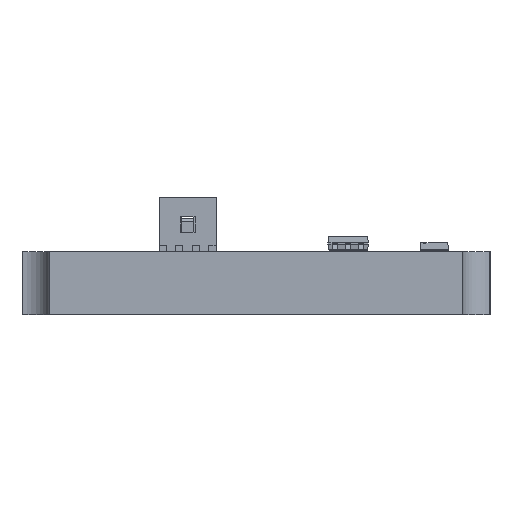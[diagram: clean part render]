
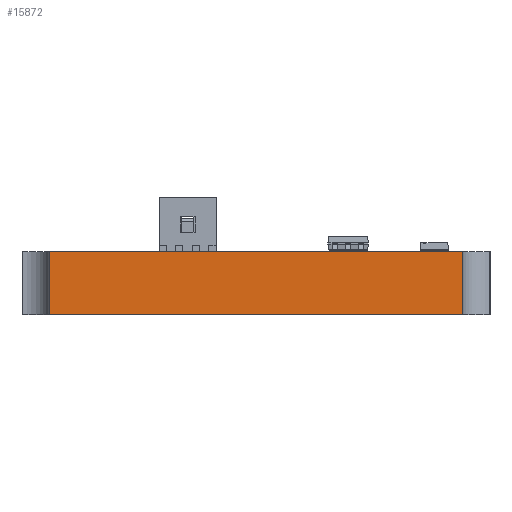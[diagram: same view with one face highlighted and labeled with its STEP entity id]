
A CAD part, left-side view. The second image highlights one B-rep face of the part: STEP entity #15872.
In plain terms, the highlighted planar face has unit normal (-1, 0, 0).
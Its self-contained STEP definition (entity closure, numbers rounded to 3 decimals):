
#15681 = CYLINDRICAL_SURFACE('',#15682,2.032);
#15682 = AXIS2_PLACEMENT_3D('',#15683,#15684,#15685);
#15683 = CARTESIAN_POINT('',(148.414,-85.257,0.));
#15684 = DIRECTION('',(-0.,-0.,-1.));
#15685 = DIRECTION('',(1.,0.,-0.));
#15706 = VERTEX_POINT('',#15707);
#15707 = CARTESIAN_POINT('',(148.414,-83.225,4.69));
#15722 = PLANE('',#15723);
#15723 = AXIS2_PLACEMENT_3D('',#15724,#15725,#15726);
#15724 = CARTESIAN_POINT('',(174.664,-67.907,4.69));
#15725 = DIRECTION('',(-0.,-0.,-1.));
#15726 = DIRECTION('',(-1.,0.,0.));
#15738 = EDGE_CURVE('',#15739,#15706,#15741,.T.);
#15739 = VERTEX_POINT('',#15740);
#15740 = CARTESIAN_POINT('',(148.414,-83.225,0.));
#15741 = SURFACE_CURVE('',#15742,(#15746,#15753),.PCURVE_S1.);
#15742 = LINE('',#15743,#15744);
#15743 = CARTESIAN_POINT('',(148.414,-83.225,0.));
#15744 = VECTOR('',#15745,1.);
#15745 = DIRECTION('',(0.,0.,1.));
#15746 = PCURVE('',#15681,#15747);
#15747 = DEFINITIONAL_REPRESENTATION('',(#15748),#15752);
#15748 = LINE('',#15749,#15750);
#15749 = CARTESIAN_POINT('',(-1.571,0.));
#15750 = VECTOR('',#15751,1.);
#15751 = DIRECTION('',(-0.,-1.));
#15752 = ( GEOMETRIC_REPRESENTATION_CONTEXT(2) 
PARAMETRIC_REPRESENTATION_CONTEXT() REPRESENTATION_CONTEXT('2D SPACE',''
  ) );
#15753 = PCURVE('',#15754,#15759);
#15754 = PLANE('',#15755);
#15755 = AXIS2_PLACEMENT_3D('',#15756,#15757,#15758);
#15756 = CARTESIAN_POINT('',(148.414,-52.589,0.));
#15757 = DIRECTION('',(1.,0.,-0.));
#15758 = DIRECTION('',(0.,-1.,0.));
#15759 = DEFINITIONAL_REPRESENTATION('',(#15760),#15764);
#15760 = LINE('',#15761,#15762);
#15761 = CARTESIAN_POINT('',(30.636,0.));
#15762 = VECTOR('',#15763,1.);
#15763 = DIRECTION('',(0.,-1.));
#15764 = ( GEOMETRIC_REPRESENTATION_CONTEXT(2) 
PARAMETRIC_REPRESENTATION_CONTEXT() REPRESENTATION_CONTEXT('2D SPACE',''
  ) );
#15781 = PLANE('',#15782);
#15782 = AXIS2_PLACEMENT_3D('',#15783,#15784,#15785);
#15783 = CARTESIAN_POINT('',(174.664,-67.907,0.));
#15784 = DIRECTION('',(-0.,-0.,-1.));
#15785 = DIRECTION('',(-1.,0.,0.));
#15872 = ADVANCED_FACE('',(#15873),#15754,.F.);
#15873 = FACE_BOUND('',#15874,.F.);
#15874 = EDGE_LOOP('',(#15875,#15905,#15926,#15927));
#15875 = ORIENTED_EDGE('',*,*,#15876,.T.);
#15876 = EDGE_CURVE('',#15877,#15879,#15881,.T.);
#15877 = VERTEX_POINT('',#15878);
#15878 = CARTESIAN_POINT('',(148.414,-52.589,0.));
#15879 = VERTEX_POINT('',#15880);
#15880 = CARTESIAN_POINT('',(148.414,-52.589,4.69));
#15881 = SURFACE_CURVE('',#15882,(#15886,#15893),.PCURVE_S1.);
#15882 = LINE('',#15883,#15884);
#15883 = CARTESIAN_POINT('',(148.414,-52.589,0.));
#15884 = VECTOR('',#15885,1.);
#15885 = DIRECTION('',(0.,0.,1.));
#15886 = PCURVE('',#15754,#15887);
#15887 = DEFINITIONAL_REPRESENTATION('',(#15888),#15892);
#15888 = LINE('',#15889,#15890);
#15889 = CARTESIAN_POINT('',(0.,0.));
#15890 = VECTOR('',#15891,1.);
#15891 = DIRECTION('',(0.,-1.));
#15892 = ( GEOMETRIC_REPRESENTATION_CONTEXT(2) 
PARAMETRIC_REPRESENTATION_CONTEXT() REPRESENTATION_CONTEXT('2D SPACE',''
  ) );
#15893 = PCURVE('',#15894,#15899);
#15894 = CYLINDRICAL_SURFACE('',#15895,2.032);
#15895 = AXIS2_PLACEMENT_3D('',#15896,#15897,#15898);
#15896 = CARTESIAN_POINT('',(148.414,-50.557,0.));
#15897 = DIRECTION('',(-0.,-0.,-1.));
#15898 = DIRECTION('',(1.,0.,-0.));
#15899 = DEFINITIONAL_REPRESENTATION('',(#15900),#15904);
#15900 = LINE('',#15901,#15902);
#15901 = CARTESIAN_POINT('',(-4.712,0.));
#15902 = VECTOR('',#15903,1.);
#15903 = DIRECTION('',(-0.,-1.));
#15904 = ( GEOMETRIC_REPRESENTATION_CONTEXT(2) 
PARAMETRIC_REPRESENTATION_CONTEXT() REPRESENTATION_CONTEXT('2D SPACE',''
  ) );
#15905 = ORIENTED_EDGE('',*,*,#15906,.T.);
#15906 = EDGE_CURVE('',#15879,#15706,#15907,.T.);
#15907 = SURFACE_CURVE('',#15908,(#15912,#15919),.PCURVE_S1.);
#15908 = LINE('',#15909,#15910);
#15909 = CARTESIAN_POINT('',(148.414,-52.589,4.69));
#15910 = VECTOR('',#15911,1.);
#15911 = DIRECTION('',(0.,-1.,0.));
#15912 = PCURVE('',#15754,#15913);
#15913 = DEFINITIONAL_REPRESENTATION('',(#15914),#15918);
#15914 = LINE('',#15915,#15916);
#15915 = CARTESIAN_POINT('',(0.,-4.69));
#15916 = VECTOR('',#15917,1.);
#15917 = DIRECTION('',(1.,0.));
#15918 = ( GEOMETRIC_REPRESENTATION_CONTEXT(2) 
PARAMETRIC_REPRESENTATION_CONTEXT() REPRESENTATION_CONTEXT('2D SPACE',''
  ) );
#15919 = PCURVE('',#15722,#15920);
#15920 = DEFINITIONAL_REPRESENTATION('',(#15921),#15925);
#15921 = LINE('',#15922,#15923);
#15922 = CARTESIAN_POINT('',(26.25,15.318));
#15923 = VECTOR('',#15924,1.);
#15924 = DIRECTION('',(0.,-1.));
#15925 = ( GEOMETRIC_REPRESENTATION_CONTEXT(2) 
PARAMETRIC_REPRESENTATION_CONTEXT() REPRESENTATION_CONTEXT('2D SPACE',''
  ) );
#15926 = ORIENTED_EDGE('',*,*,#15738,.F.);
#15927 = ORIENTED_EDGE('',*,*,#15928,.F.);
#15928 = EDGE_CURVE('',#15877,#15739,#15929,.T.);
#15929 = SURFACE_CURVE('',#15930,(#15934,#15941),.PCURVE_S1.);
#15930 = LINE('',#15931,#15932);
#15931 = CARTESIAN_POINT('',(148.414,-52.589,0.));
#15932 = VECTOR('',#15933,1.);
#15933 = DIRECTION('',(0.,-1.,0.));
#15934 = PCURVE('',#15754,#15935);
#15935 = DEFINITIONAL_REPRESENTATION('',(#15936),#15940);
#15936 = LINE('',#15937,#15938);
#15937 = CARTESIAN_POINT('',(0.,0.));
#15938 = VECTOR('',#15939,1.);
#15939 = DIRECTION('',(1.,0.));
#15940 = ( GEOMETRIC_REPRESENTATION_CONTEXT(2) 
PARAMETRIC_REPRESENTATION_CONTEXT() REPRESENTATION_CONTEXT('2D SPACE',''
  ) );
#15941 = PCURVE('',#15781,#15942);
#15942 = DEFINITIONAL_REPRESENTATION('',(#15943),#15947);
#15943 = LINE('',#15944,#15945);
#15944 = CARTESIAN_POINT('',(26.25,15.318));
#15945 = VECTOR('',#15946,1.);
#15946 = DIRECTION('',(0.,-1.));
#15947 = ( GEOMETRIC_REPRESENTATION_CONTEXT(2) 
PARAMETRIC_REPRESENTATION_CONTEXT() REPRESENTATION_CONTEXT('2D SPACE',''
  ) );
